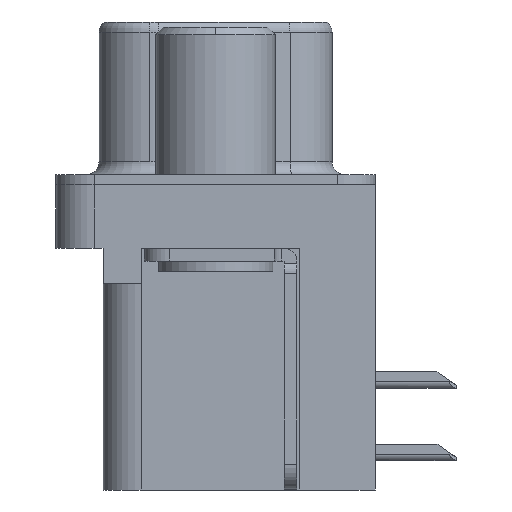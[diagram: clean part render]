
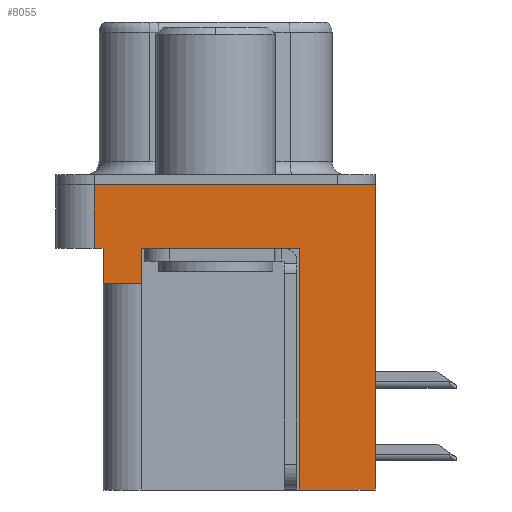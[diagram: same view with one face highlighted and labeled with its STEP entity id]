
A CAD part, left-side view. The second image highlights one B-rep face of the part: STEP entity #8055.
In plain terms, the highlighted planar face has unit normal (-1, 0, 0).
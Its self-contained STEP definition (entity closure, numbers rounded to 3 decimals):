
#308 = CARTESIAN_POINT ( 'NONE',  ( -2.91, -6.275, -12. ) ) ;
#656 = DIRECTION ( 'NONE',  ( 0., 0., 1. ) ) ;
#736 = ORIENTED_EDGE ( 'NONE', *, *, #5237, .T. ) ;
#769 = VERTEX_POINT ( 'NONE', #2002 ) ;
#787 = DIRECTION ( 'NONE',  ( 0., 0., 1. ) ) ;
#808 = ORIENTED_EDGE ( 'NONE', *, *, #14718, .F. ) ;
#1183 = CARTESIAN_POINT ( 'NONE',  ( -2.91, 4.775, -2.5 ) ) ;
#1309 = CARTESIAN_POINT ( 'NONE',  ( -2.91, -6.275, -2.5 ) ) ;
#1541 = VECTOR ( 'NONE', #10134, 1000. ) ;
#1609 = CARTESIAN_POINT ( 'NONE',  ( -2.91, -3.295, -12. ) ) ;
#1809 = VECTOR ( 'NONE', #11282, 1000. ) ;
#2002 = CARTESIAN_POINT ( 'NONE',  ( -2.91, 2.895, -2.5 ) ) ;
#2217 = LINE ( 'NONE', #15484, #9740 ) ;
#2229 = EDGE_LOOP ( 'NONE', ( #808, #8421, #11703, #10598, #5797, #10012, #736, #7592, #6441, #3721 ) ) ;
#2364 = VECTOR ( 'NONE', #11268, 1000. ) ;
#2415 = VECTOR ( 'NONE', #14238, 1000. ) ;
#2520 = LINE ( 'NONE', #13779, #1541 ) ;
#2638 = VERTEX_POINT ( 'NONE', #308 ) ;
#3113 = CARTESIAN_POINT ( 'NONE',  ( -2.91, 4.775, -2.5 ) ) ;
#3311 = CARTESIAN_POINT ( 'NONE',  ( -2.91, 4.425, -3.9 ) ) ;
#3515 = LINE ( 'NONE', #8564, #6089 ) ;
#3545 = LINE ( 'NONE', #5758, #4153 ) ;
#3721 = ORIENTED_EDGE ( 'NONE', *, *, #10583, .T. ) ;
#3885 = CARTESIAN_POINT ( 'NONE',  ( -2.91, 2.895, -3.9 ) ) ;
#3949 = CARTESIAN_POINT ( 'NONE',  ( -2.91, 4.425, -2.5 ) ) ;
#4153 = VECTOR ( 'NONE', #5588, 1000. ) ;
#4304 = LINE ( 'NONE', #3311, #11662 ) ;
#4488 = DIRECTION ( 'NONE',  ( -1., 0., 0. ) ) ;
#4822 = EDGE_CURVE ( 'NONE', #7247, #5636, #11900, .T. ) ;
#5045 = LINE ( 'NONE', #3113, #12180 ) ;
#5058 = CARTESIAN_POINT ( 'NONE',  ( -2.91, 4.775, 0. ) ) ;
#5237 = EDGE_CURVE ( 'NONE', #769, #5636, #8276, .T. ) ;
#5588 = DIRECTION ( 'NONE',  ( 0., -1., 0. ) ) ;
#5636 = VERTEX_POINT ( 'NONE', #10542 ) ;
#5758 = CARTESIAN_POINT ( 'NONE',  ( -2.91, -6.275, -2.5 ) ) ;
#5797 = ORIENTED_EDGE ( 'NONE', *, *, #14281, .F. ) ;
#5948 = LINE ( 'NONE', #9560, #7929 ) ;
#6089 = VECTOR ( 'NONE', #9798, 1000. ) ;
#6407 = FACE_OUTER_BOUND ( 'NONE', #2229, .T. ) ;
#6420 = CARTESIAN_POINT ( 'NONE',  ( -2.91, -6.275, 0. ) ) ;
#6441 = ORIENTED_EDGE ( 'NONE', *, *, #10557, .F. ) ;
#6730 = LINE ( 'NONE', #3885, #2415 ) ;
#7217 = CARTESIAN_POINT ( 'NONE',  ( -2.91, 4.425, -3.9 ) ) ;
#7247 = VERTEX_POINT ( 'NONE', #1609 ) ;
#7592 = ORIENTED_EDGE ( 'NONE', *, *, #4822, .F. ) ;
#7929 = VECTOR ( 'NONE', #787, 1000. ) ;
#7983 = EDGE_CURVE ( 'NONE', #10247, #12773, #5045, .T. ) ;
#8055 = ADVANCED_FACE ( 'NONE', ( #6407 ), #13357, .T. ) ;
#8276 = LINE ( 'NONE', #1309, #2364 ) ;
#8421 = ORIENTED_EDGE ( 'NONE', *, *, #7983, .F. ) ;
#8564 = CARTESIAN_POINT ( 'NONE',  ( -2.91, 4.425, -3.9 ) ) ;
#8990 = VERTEX_POINT ( 'NONE', #3949 ) ;
#9190 = AXIS2_PLACEMENT_3D ( 'NONE', #11976, #4488, #9536 ) ;
#9536 = DIRECTION ( 'NONE',  ( 0., 0., 1. ) ) ;
#9560 = CARTESIAN_POINT ( 'NONE',  ( -2.91, -6.275, -2.5 ) ) ;
#9740 = VECTOR ( 'NONE', #11731, 1000. ) ;
#9798 = DIRECTION ( 'NONE',  ( 0., 0., 1. ) ) ;
#10012 = ORIENTED_EDGE ( 'NONE', *, *, #10825, .T. ) ;
#10134 = DIRECTION ( 'NONE',  ( 0., -1., 0. ) ) ;
#10247 = VERTEX_POINT ( 'NONE', #1183 ) ;
#10542 = CARTESIAN_POINT ( 'NONE',  ( -2.91, -3.295, -2.5 ) ) ;
#10557 = EDGE_CURVE ( 'NONE', #2638, #7247, #2217, .T. ) ;
#10583 = EDGE_CURVE ( 'NONE', #2638, #12767, #5948, .T. ) ;
#10598 = ORIENTED_EDGE ( 'NONE', *, *, #13822, .F. ) ;
#10825 = EDGE_CURVE ( 'NONE', #13198, #769, #6730, .T. ) ;
#11268 = DIRECTION ( 'NONE',  ( 0., -1., 0. ) ) ;
#11282 = DIRECTION ( 'NONE',  ( 0., 0., 1. ) ) ;
#11662 = VECTOR ( 'NONE', #13446, 1000. ) ;
#11703 = ORIENTED_EDGE ( 'NONE', *, *, #12981, .T. ) ;
#11731 = DIRECTION ( 'NONE',  ( 0., 1., 0. ) ) ;
#11900 = LINE ( 'NONE', #12485, #1809 ) ;
#11976 = CARTESIAN_POINT ( 'NONE',  ( -2.91, -6.275, -2.5 ) ) ;
#12180 = VECTOR ( 'NONE', #656, 1000. ) ;
#12485 = CARTESIAN_POINT ( 'NONE',  ( -2.91, -3.295, -12. ) ) ;
#12514 = VERTEX_POINT ( 'NONE', #7217 ) ;
#12767 = VERTEX_POINT ( 'NONE', #6420 ) ;
#12773 = VERTEX_POINT ( 'NONE', #5058 ) ;
#12981 = EDGE_CURVE ( 'NONE', #10247, #8990, #3545, .T. ) ;
#13198 = VERTEX_POINT ( 'NONE', #13478 ) ;
#13357 = PLANE ( 'NONE',  #9190 ) ;
#13446 = DIRECTION ( 'NONE',  ( 0., 1., 0. ) ) ;
#13478 = CARTESIAN_POINT ( 'NONE',  ( -2.91, 2.895, -3.9 ) ) ;
#13779 = CARTESIAN_POINT ( 'NONE',  ( -2.91, -6.275, 0. ) ) ;
#13822 = EDGE_CURVE ( 'NONE', #12514, #8990, #3515, .T. ) ;
#14238 = DIRECTION ( 'NONE',  ( 0., 0., 1. ) ) ;
#14281 = EDGE_CURVE ( 'NONE', #13198, #12514, #4304, .T. ) ;
#14718 = EDGE_CURVE ( 'NONE', #12773, #12767, #2520, .T. ) ;
#15484 = CARTESIAN_POINT ( 'NONE',  ( -2.91, -3.295, -12. ) ) ;
